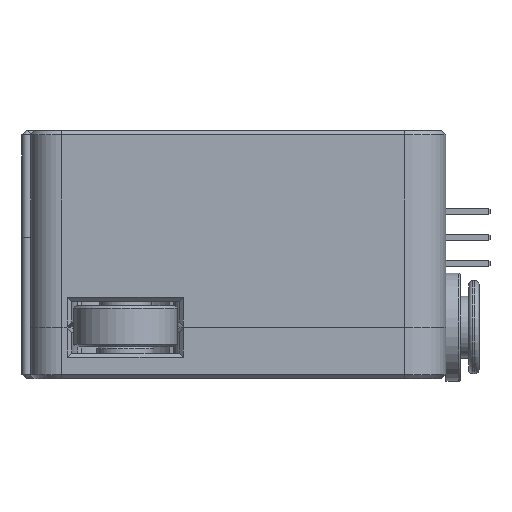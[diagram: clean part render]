
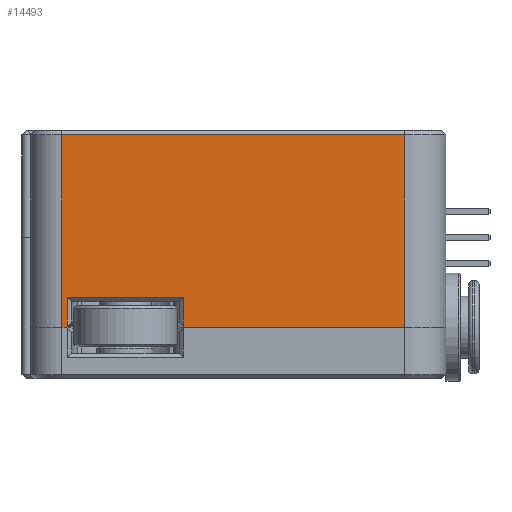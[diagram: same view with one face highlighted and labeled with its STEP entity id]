
A CAD part, left-side view. The second image highlights one B-rep face of the part: STEP entity #14493.
In plain terms, the highlighted planar face has unit normal (-1, 0, 0).
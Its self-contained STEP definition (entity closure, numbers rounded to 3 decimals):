
#1129=PLANE('',#16302);
#1931=FACE_OUTER_BOUND('',#2861,.T.);
#2861=EDGE_LOOP('',(#13002,#13003,#13004,#13005,#13006,#13007,#13008,#13009,
#13010,#13011));
#3734=LINE('',#27461,#4768);
#3743=LINE('',#27496,#4777);
#3749=LINE('',#27510,#4783);
#3756=LINE('',#27542,#4790);
#3770=LINE('',#27581,#4804);
#3904=LINE('',#28096,#4938);
#3906=LINE('',#28099,#4940);
#3907=LINE('',#28102,#4941);
#3908=LINE('',#28104,#4942);
#3909=LINE('',#28105,#4943);
#4768=VECTOR('',#20002,10.);
#4777=VECTOR('',#20031,10.);
#4783=VECTOR('',#20041,10.);
#4790=VECTOR('',#20070,10.);
#4804=VECTOR('',#20100,10.);
#4938=VECTOR('',#20484,10.);
#4940=VECTOR('',#20488,10.);
#4941=VECTOR('',#20491,10.);
#4942=VECTOR('',#20492,10.);
#4943=VECTOR('',#20493,3.);
#6894=VERTEX_POINT('',#27459);
#6895=VERTEX_POINT('',#27460);
#6907=VERTEX_POINT('',#27495);
#6909=VERTEX_POINT('',#27501);
#6913=VERTEX_POINT('',#27508);
#6923=VERTEX_POINT('',#27541);
#6940=VERTEX_POINT('',#27579);
#7084=VERTEX_POINT('',#28094);
#7085=VERTEX_POINT('',#28101);
#7086=VERTEX_POINT('',#28103);
#8829=EDGE_CURVE('',#6894,#6895,#3734,.T.);
#8845=EDGE_CURVE('',#6907,#6895,#3743,.T.);
#8852=EDGE_CURVE('',#6913,#6909,#3749,.T.);
#8866=EDGE_CURVE('',#6909,#6923,#3756,.T.);
#8886=EDGE_CURVE('',#6913,#6940,#3770,.T.);
#9092=EDGE_CURVE('',#7084,#6894,#3904,.T.);
#9094=EDGE_CURVE('',#6923,#7084,#3906,.T.);
#9095=EDGE_CURVE('',#7085,#6940,#3907,.T.);
#9096=EDGE_CURVE('',#7086,#7085,#3908,.T.);
#9097=EDGE_CURVE('',#6907,#7086,#3909,.T.);
#13002=ORIENTED_EDGE('',*,*,#8829,.F.);
#13003=ORIENTED_EDGE('',*,*,#9092,.F.);
#13004=ORIENTED_EDGE('',*,*,#9094,.F.);
#13005=ORIENTED_EDGE('',*,*,#8866,.F.);
#13006=ORIENTED_EDGE('',*,*,#8852,.F.);
#13007=ORIENTED_EDGE('',*,*,#8886,.T.);
#13008=ORIENTED_EDGE('',*,*,#9095,.F.);
#13009=ORIENTED_EDGE('',*,*,#9096,.F.);
#13010=ORIENTED_EDGE('',*,*,#9097,.F.);
#13011=ORIENTED_EDGE('',*,*,#8845,.T.);
#14493=ADVANCED_FACE('',(#1931),#1129,.T.);
#16302=AXIS2_PLACEMENT_3D('',#28100,#20489,#20490);
#20002=DIRECTION('',(0.,0.707,-0.707));
#20031=DIRECTION('',(0.,-1.,0.));
#20041=DIRECTION('',(0.,0.707,0.707));
#20070=DIRECTION('',(0.,0.,1.));
#20100=DIRECTION('',(0.,-1.,0.));
#20484=DIRECTION('',(0.,0.,-1.));
#20488=DIRECTION('',(0.,1.,0.));
#20489=DIRECTION('center_axis',(-1.,0.,0.));
#20490=DIRECTION('ref_axis',(0.,0.,1.));
#20491=DIRECTION('',(0.,0.,-1.));
#20492=DIRECTION('',(0.,-1.,0.));
#20493=DIRECTION('',(0.,0.,1.));
#27459=CARTESIAN_POINT('',(-11.3,5.6,0.1));
#27460=CARTESIAN_POINT('',(-11.3,5.7,0.));
#27461=CARTESIAN_POINT('',(-11.3,-0.225,5.925));
#27495=CARTESIAN_POINT('',(-11.3,6.173,0.));
#27496=CARTESIAN_POINT('',(-11.3,-0.25,0.));
#27501=CARTESIAN_POINT('',(-11.3,-5.6,0.1));
#27508=CARTESIAN_POINT('',(-11.3,-5.7,0.));
#27510=CARTESIAN_POINT('',(-11.3,-5.025,0.675));
#27541=CARTESIAN_POINT('',(-11.3,-5.6,2.9));
#27542=CARTESIAN_POINT('',(-11.3,-5.6,3.5));
#27579=CARTESIAN_POINT('',(-11.3,-27.,0.));
#27581=CARTESIAN_POINT('',(-11.3,-0.25,0.));
#28094=CARTESIAN_POINT('',(-11.3,5.6,2.9));
#28096=CARTESIAN_POINT('',(-11.3,5.6,3.5));
#28099=CARTESIAN_POINT('',(-11.3,-5.25,2.9));
#28100=CARTESIAN_POINT('Origin',(-11.3,-10.5,7.));
#28101=CARTESIAN_POINT('',(-11.3,-27.,18.6));
#28102=CARTESIAN_POINT('',(-11.3,-27.,13.));
#28103=CARTESIAN_POINT('',(-11.3,6.173,18.6));
#28104=CARTESIAN_POINT('',(-11.3,-0.25,18.6));
#28105=CARTESIAN_POINT('',(-11.3,6.173,7.));
